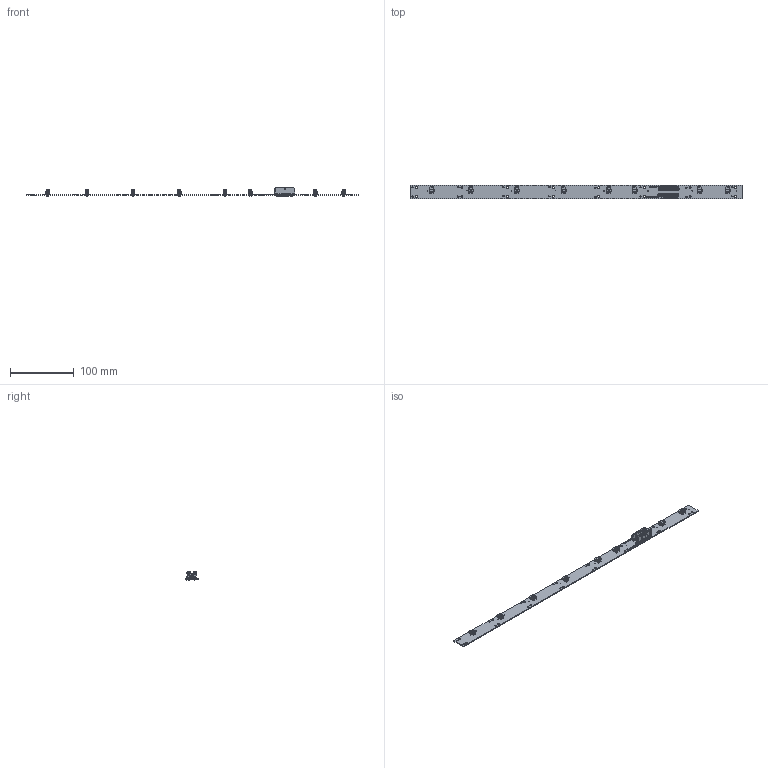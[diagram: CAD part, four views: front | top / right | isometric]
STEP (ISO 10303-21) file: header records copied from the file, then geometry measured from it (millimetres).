
FILE_DESCRIPTION(('KiCad electronic assembly'),'2;1');
FILE_NAME('Battery-SegmentPCB-B.step','2025-04-16T21:25:26',('Pcbnew'),( 'Kicad'),'Open CASCADE STEP processor 7.8','KiCad to STEP converter' ,'Unknown');
FILE_SCHEMA(('AUTOMOTIVE_DESIGN { 1 0 10303 214 1 1 1 1 }'));
Length unit declared in the file: millimetre
Products named in the file (9): Battery-SegmentPCB-B 1; kicad_embedded_B6000AA4D6EB1AEB281132912FF2563A; SOLID; COMPOUND; kicad_embedded_9628123536C8B625EE73CE0F80E0401A; Battery-SegmentPCB-B_silkscreen; Battery-SegmentPCB-B_PCB
Assembly tree (16 placements, depth 3):
  Battery-SegmentPCB-B 1
    kicad_embedded_B6000AA4D6EB1AEB281132912FF2563A  x8
      SOLID
      COMPOUND
    kicad_embedded_9628123536C8B625EE73CE0F80E0401A  x2
      COMPOUND
      COMPOUND
    Battery-SegmentPCB-B_silkscreen
    Battery-SegmentPCB-B_PCB
Bounding box: 522.74 x 21 x 13.19 mm (x, y, z)
Volume: 18932.4 mm3; surface area: 31503.8 mm2
Topology: 13 solids, 153 shells, 2476 faces, 9283 edges, 7151 vertices
Faces by surface type: plane 1992, cylinder 404, cone 64, sphere 16
Full cylindrical faces by diameter (mm): 1.02 x18, 1.2 x16, 1.27 x4, 1.7 x16, 3.2 x16
Entity records: 51325 total; most frequent: CARTESIAN_POINT 10298, DIRECTION 7904, ORIENTED_EDGE 7057, EDGE_CURVE 4978, VERTEX_POINT 4235, LINE 3942, VECTOR 3942, AXIS2_PLACEMENT_3D 1981
